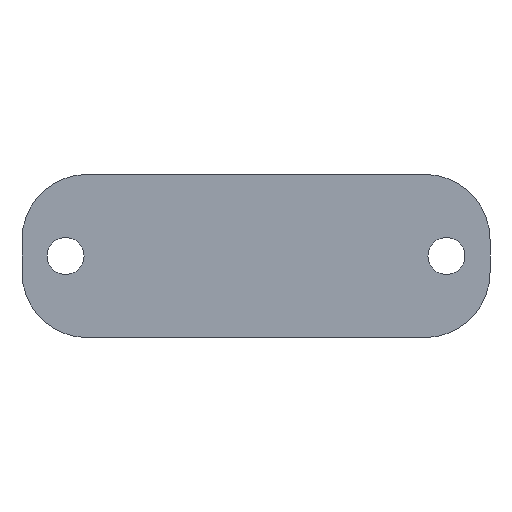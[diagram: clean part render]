
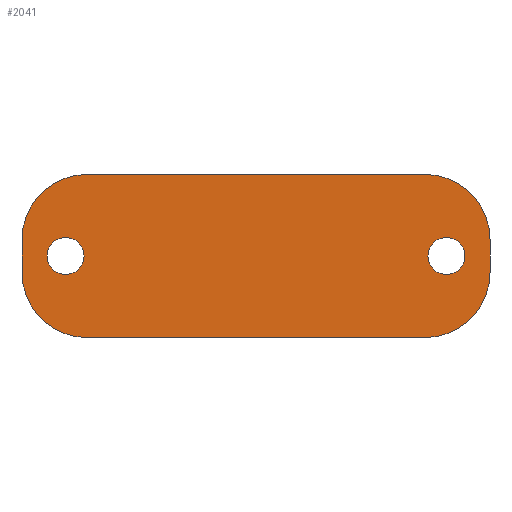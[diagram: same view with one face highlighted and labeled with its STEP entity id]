
A CAD part, front view. The second image highlights one B-rep face of the part: STEP entity #2041.
In plain terms, the highlighted planar face has unit normal (0, -1, 0).
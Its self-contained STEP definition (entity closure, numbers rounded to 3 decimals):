
#42 = LINE ( 'NONE', #2527, #299 ) ;
#61 = VERTEX_POINT ( 'NONE', #596 ) ;
#77 = CARTESIAN_POINT ( 'NONE',  ( -21.5, 0., 15. ) ) ;
#129 = DIRECTION ( 'NONE',  ( 0., 0., 1. ) ) ;
#173 = CARTESIAN_POINT ( 'NONE',  ( -21.5, 0., 15. ) ) ;
#174 = EDGE_CURVE ( 'NONE', #1899, #826, #2834, .T. ) ;
#202 = AXIS2_PLACEMENT_3D ( 'NONE', #536, #1896, #2793 ) ;
#238 = CARTESIAN_POINT ( 'NONE',  ( -21.5, 0., 6. ) ) ;
#257 = CIRCLE ( 'NONE', #1602, 6. ) ;
#261 = VERTEX_POINT ( 'NONE', #238 ) ;
#283 = DIRECTION ( 'NONE',  ( 0., 0., 1. ) ) ;
#299 = VECTOR ( 'NONE', #1436, 1000. ) ;
#315 = FACE_BOUND ( 'NONE', #1168, .T. ) ;
#320 = CARTESIAN_POINT ( 'NONE',  ( 17.5, 0., 5.8 ) ) ;
#364 = DIRECTION ( 'NONE',  ( 0., -1., 0. ) ) ;
#395 = EDGE_CURVE ( 'NONE', #831, #1729, #651, .T. ) ;
#513 = CARTESIAN_POINT ( 'NONE',  ( -15.5, 0., 15. ) ) ;
#527 = AXIS2_PLACEMENT_3D ( 'NONE', #1441, #1471, #129 ) ;
#534 = DIRECTION ( 'NONE',  ( 0., 0., 1. ) ) ;
#536 = CARTESIAN_POINT ( 'NONE',  ( 17.5, 0., 7.5 ) ) ;
#596 = CARTESIAN_POINT ( 'NONE',  ( -21.5, 0., 9. ) ) ;
#627 = CARTESIAN_POINT ( 'NONE',  ( -15.5, 0., 0. ) ) ;
#649 = DIRECTION ( 'NONE',  ( 0., 0., -1. ) ) ;
#651 = LINE ( 'NONE', #1524, #1860 ) ;
#681 = CIRCLE ( 'NONE', #1646, 6. ) ;
#690 = CARTESIAN_POINT ( 'NONE',  ( -17.5, 0., 5.8 ) ) ;
#703 = VERTEX_POINT ( 'NONE', #320 ) ;
#737 = DIRECTION ( 'NONE',  ( 1., 0., 0. ) ) ;
#777 = ORIENTED_EDGE ( 'NONE', *, *, #395, .F. ) ;
#826 = VERTEX_POINT ( 'NONE', #690 ) ;
#831 = VERTEX_POINT ( 'NONE', #2209 ) ;
#854 = DIRECTION ( 'NONE',  ( 0., 0., 1. ) ) ;
#863 = EDGE_LOOP ( 'NONE', ( #2319, #2059 ) ) ;
#872 = CARTESIAN_POINT ( 'NONE',  ( -17.5, 0., 7.5 ) ) ;
#903 = EDGE_CURVE ( 'NONE', #2796, #1729, #2784, .T. ) ;
#930 = VERTEX_POINT ( 'NONE', #1723 ) ;
#1035 = DIRECTION ( 'NONE',  ( 0., 0., 1. ) ) ;
#1056 = LINE ( 'NONE', #173, #2428 ) ;
#1113 = DIRECTION ( 'NONE',  ( 0., -1., 0. ) ) ;
#1168 = EDGE_LOOP ( 'NONE', ( #1827, #2857 ) ) ;
#1185 = VERTEX_POINT ( 'NONE', #627 ) ;
#1204 = FACE_BOUND ( 'NONE', #863, .T. ) ;
#1236 = CIRCLE ( 'NONE', #2614, 1.7 ) ;
#1237 = LINE ( 'NONE', #2055, #1739 ) ;
#1325 = CARTESIAN_POINT ( 'NONE',  ( 21.5, 0., 6. ) ) ;
#1358 = AXIS2_PLACEMENT_3D ( 'NONE', #1496, #1901, #1035 ) ;
#1363 = AXIS2_PLACEMENT_3D ( 'NONE', #872, #1113, #854 ) ;
#1436 = DIRECTION ( 'NONE',  ( 1., 0., 0. ) ) ;
#1441 = CARTESIAN_POINT ( 'NONE',  ( 15.5, 0., 9. ) ) ;
#1456 = PLANE ( 'NONE',  #1831 ) ;
#1471 = DIRECTION ( 'NONE',  ( 0., -1., 0. ) ) ;
#1490 = VERTEX_POINT ( 'NONE', #2123 ) ;
#1496 = CARTESIAN_POINT ( 'NONE',  ( 15.5, 0., 6. ) ) ;
#1524 = CARTESIAN_POINT ( 'NONE',  ( 21.5, 0., 15. ) ) ;
#1564 = CARTESIAN_POINT ( 'NONE',  ( -17.5, 0., 7.5 ) ) ;
#1602 = AXIS2_PLACEMENT_3D ( 'NONE', #2411, #2270, #283 ) ;
#1616 = DIRECTION ( 'NONE',  ( 0., -1., 0. ) ) ;
#1637 = ORIENTED_EDGE ( 'NONE', *, *, #1959, .T. ) ;
#1646 = AXIS2_PLACEMENT_3D ( 'NONE', #2725, #1616, #534 ) ;
#1699 = CARTESIAN_POINT ( 'NONE',  ( -17.5, 0., 9.2 ) ) ;
#1723 = CARTESIAN_POINT ( 'NONE',  ( 17.5, 0., 9.2 ) ) ;
#1729 = VERTEX_POINT ( 'NONE', #1325 ) ;
#1736 = AXIS2_PLACEMENT_3D ( 'NONE', #2152, #364, #2136 ) ;
#1739 = VECTOR ( 'NONE', #737, 1000. ) ;
#1827 = ORIENTED_EDGE ( 'NONE', *, *, #174, .F. ) ;
#1831 = AXIS2_PLACEMENT_3D ( 'NONE', #77, #2757, #2738 ) ;
#1834 = CIRCLE ( 'NONE', #1736, 1.7 ) ;
#1860 = VECTOR ( 'NONE', #2587, 1000. ) ;
#1890 = EDGE_CURVE ( 'NONE', #61, #261, #1056, .T. ) ;
#1896 = DIRECTION ( 'NONE',  ( 0., -1., 0. ) ) ;
#1899 = VERTEX_POINT ( 'NONE', #1699 ) ;
#1901 = DIRECTION ( 'NONE',  ( 0., -1., 0. ) ) ;
#1934 = ORIENTED_EDGE ( 'NONE', *, *, #2719, .T. ) ;
#1959 = EDGE_CURVE ( 'NONE', #831, #1490, #2659, .T. ) ;
#1992 = DIRECTION ( 'NONE',  ( 0., 0., 1. ) ) ;
#2028 = EDGE_CURVE ( 'NONE', #930, #703, #2288, .T. ) ;
#2041 = ADVANCED_FACE ( 'NONE', ( #315, #1204, #2115 ), #1456, .F. ) ;
#2055 = CARTESIAN_POINT ( 'NONE',  ( -21.5, 0., 0. ) ) ;
#2059 = ORIENTED_EDGE ( 'NONE', *, *, #2398, .F. ) ;
#2076 = ORIENTED_EDGE ( 'NONE', *, *, #2322, .F. ) ;
#2115 = FACE_OUTER_BOUND ( 'NONE', #2436, .T. ) ;
#2123 = CARTESIAN_POINT ( 'NONE',  ( 15.5, 0., 15. ) ) ;
#2126 = CARTESIAN_POINT ( 'NONE',  ( 15.5, 0., 0. ) ) ;
#2134 = ORIENTED_EDGE ( 'NONE', *, *, #2681, .T. ) ;
#2136 = DIRECTION ( 'NONE',  ( 0., 0., 1. ) ) ;
#2152 = CARTESIAN_POINT ( 'NONE',  ( 17.5, 0., 7.5 ) ) ;
#2209 = CARTESIAN_POINT ( 'NONE',  ( 21.5, 0., 9. ) ) ;
#2270 = DIRECTION ( 'NONE',  ( 0., -1., 0. ) ) ;
#2288 = CIRCLE ( 'NONE', #202, 1.7 ) ;
#2319 = ORIENTED_EDGE ( 'NONE', *, *, #2028, .F. ) ;
#2322 = EDGE_CURVE ( 'NONE', #2714, #1490, #42, .T. ) ;
#2398 = EDGE_CURVE ( 'NONE', #703, #930, #1834, .T. ) ;
#2411 = CARTESIAN_POINT ( 'NONE',  ( -15.5, 0., 9. ) ) ;
#2428 = VECTOR ( 'NONE', #649, 1000. ) ;
#2436 = EDGE_LOOP ( 'NONE', ( #1934, #2697, #777, #1637, #2076, #2134, #2689, #2813 ) ) ;
#2527 = CARTESIAN_POINT ( 'NONE',  ( -21.5, 0., 15. ) ) ;
#2587 = DIRECTION ( 'NONE',  ( 0., 0., -1. ) ) ;
#2614 = AXIS2_PLACEMENT_3D ( 'NONE', #1564, #2640, #1992 ) ;
#2640 = DIRECTION ( 'NONE',  ( 0., -1., 0. ) ) ;
#2659 = CIRCLE ( 'NONE', #527, 6. ) ;
#2681 = EDGE_CURVE ( 'NONE', #2714, #61, #257, .T. ) ;
#2689 = ORIENTED_EDGE ( 'NONE', *, *, #1890, .T. ) ;
#2697 = ORIENTED_EDGE ( 'NONE', *, *, #903, .T. ) ;
#2714 = VERTEX_POINT ( 'NONE', #513 ) ;
#2719 = EDGE_CURVE ( 'NONE', #1185, #2796, #1237, .T. ) ;
#2725 = CARTESIAN_POINT ( 'NONE',  ( -15.5, 0., 6. ) ) ;
#2737 = EDGE_CURVE ( 'NONE', #261, #1185, #681, .T. ) ;
#2738 = DIRECTION ( 'NONE',  ( 0., 0., 1. ) ) ;
#2757 = DIRECTION ( 'NONE',  ( 0., 1., 0. ) ) ;
#2784 = CIRCLE ( 'NONE', #1358, 6. ) ;
#2793 = DIRECTION ( 'NONE',  ( 0., 0., 1. ) ) ;
#2796 = VERTEX_POINT ( 'NONE', #2126 ) ;
#2813 = ORIENTED_EDGE ( 'NONE', *, *, #2737, .T. ) ;
#2834 = CIRCLE ( 'NONE', #1363, 1.7 ) ;
#2857 = ORIENTED_EDGE ( 'NONE', *, *, #2862, .F. ) ;
#2862 = EDGE_CURVE ( 'NONE', #826, #1899, #1236, .T. ) ;
